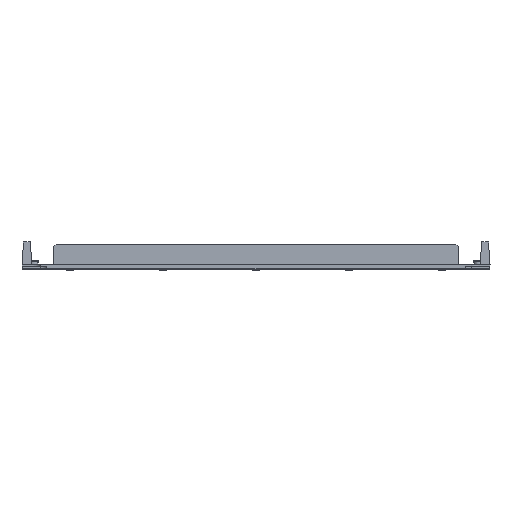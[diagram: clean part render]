
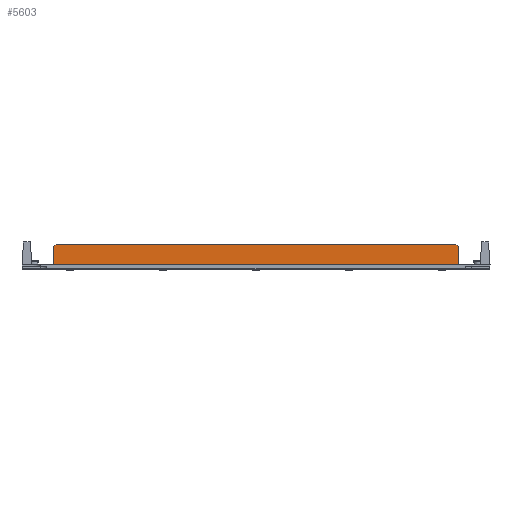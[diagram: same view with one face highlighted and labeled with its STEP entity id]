
A CAD part, top view. The second image highlights one B-rep face of the part: STEP entity #5603.
In plain terms, the highlighted face is planar.
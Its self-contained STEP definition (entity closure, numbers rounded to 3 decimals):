
#34 = VECTOR ( 'NONE', #5601, 1000. ) ;
#143 = ORIENTED_EDGE ( 'NONE', *, *, #485, .T. ) ;
#156 = VERTEX_POINT ( 'NONE', #6213 ) ;
#285 = VECTOR ( 'NONE', #676, 1000. ) ;
#305 = AXIS2_PLACEMENT_3D ( 'NONE', #3630, #636, #4089 ) ;
#485 = EDGE_CURVE ( 'NONE', #2957, #5227, #5461, .T. ) ;
#502 = DIRECTION ( 'NONE',  ( 0., 0., -1. ) ) ;
#562 = EDGE_CURVE ( 'NONE', #156, #5227, #6408, .T. ) ;
#636 = DIRECTION ( 'NONE',  ( -1., 0., 0. ) ) ;
#676 = DIRECTION ( 'NONE',  ( 0., 1., 0. ) ) ;
#705 = CARTESIAN_POINT ( 'NONE',  ( 5., 9.5, 500. ) ) ;
#737 = CARTESIAN_POINT ( 'NONE',  ( 5., -12.5, 500. ) ) ;
#819 = CARTESIAN_POINT ( 'NONE',  ( 5., 12.5, 3. ) ) ;
#1013 = CARTESIAN_POINT ( 'NONE',  ( 5., 9.5, 500. ) ) ;
#1152 = ORIENTED_EDGE ( 'NONE', *, *, #6067, .T. ) ;
#1194 = DIRECTION ( 'NONE',  ( 0., -0.707, 0.707 ) ) ;
#1371 = EDGE_LOOP ( 'NONE', ( #1152, #143, #4736, #4111, #2257, #4826 ) ) ;
#1442 = CARTESIAN_POINT ( 'NONE',  ( 5., 12.5, 500. ) ) ;
#1579 = CARTESIAN_POINT ( 'NONE',  ( 5., -12.5, 0. ) ) ;
#2159 = CARTESIAN_POINT ( 'NONE',  ( 5., 12.5, 3. ) ) ;
#2257 = ORIENTED_EDGE ( 'NONE', *, *, #5715, .F. ) ;
#2264 = CARTESIAN_POINT ( 'NONE',  ( 5., -12.5, 500. ) ) ;
#2533 = VECTOR ( 'NONE', #4716, 1000. ) ;
#2911 = EDGE_CURVE ( 'NONE', #156, #5018, #4213, .T. ) ;
#2927 = LINE ( 'NONE', #1579, #34 ) ;
#2957 = VERTEX_POINT ( 'NONE', #3342 ) ;
#3144 = FACE_OUTER_BOUND ( 'NONE', #1371, .T. ) ;
#3165 = VERTEX_POINT ( 'NONE', #5468 ) ;
#3342 = CARTESIAN_POINT ( 'NONE',  ( 5., 9.5, 0. ) ) ;
#3630 = CARTESIAN_POINT ( 'NONE',  ( 5., -12.5, 500. ) ) ;
#3844 = LINE ( 'NONE', #737, #2533 ) ;
#4089 = DIRECTION ( 'NONE',  ( 0., 0., 1. ) ) ;
#4104 = VECTOR ( 'NONE', #6382, 1000. ) ;
#4111 = ORIENTED_EDGE ( 'NONE', *, *, #2911, .T. ) ;
#4139 = VECTOR ( 'NONE', #1194, 1000. ) ;
#4177 = VECTOR ( 'NONE', #502, 1000. ) ;
#4213 = LINE ( 'NONE', #705, #4139 ) ;
#4472 = VERTEX_POINT ( 'NONE', #5842 ) ;
#4716 = DIRECTION ( 'NONE',  ( 0., 0., -1. ) ) ;
#4736 = ORIENTED_EDGE ( 'NONE', *, *, #562, .F. ) ;
#4826 = ORIENTED_EDGE ( 'NONE', *, *, #5774, .T. ) ;
#5018 = VERTEX_POINT ( 'NONE', #1013 ) ;
#5227 = VERTEX_POINT ( 'NONE', #2159 ) ;
#5461 = LINE ( 'NONE', #819, #4104 ) ;
#5468 = CARTESIAN_POINT ( 'NONE',  ( 5., -12.5, 0. ) ) ;
#5578 = PLANE ( 'NONE',  #305 ) ;
#5601 = DIRECTION ( 'NONE',  ( 0., 1., 0. ) ) ;
#5603 = ADVANCED_FACE ( 'NONE', ( #3144 ), #5578, .F. ) ;
#5715 = EDGE_CURVE ( 'NONE', #4472, #5018, #6547, .T. ) ;
#5774 = EDGE_CURVE ( 'NONE', #4472, #3165, #3844, .T. ) ;
#5842 = CARTESIAN_POINT ( 'NONE',  ( 5., -12.5, 500. ) ) ;
#6067 = EDGE_CURVE ( 'NONE', #3165, #2957, #2927, .T. ) ;
#6213 = CARTESIAN_POINT ( 'NONE',  ( 5., 12.5, 497. ) ) ;
#6382 = DIRECTION ( 'NONE',  ( 0., 0.707, 0.707 ) ) ;
#6408 = LINE ( 'NONE', #1442, #4177 ) ;
#6547 = LINE ( 'NONE', #2264, #285 ) ;
